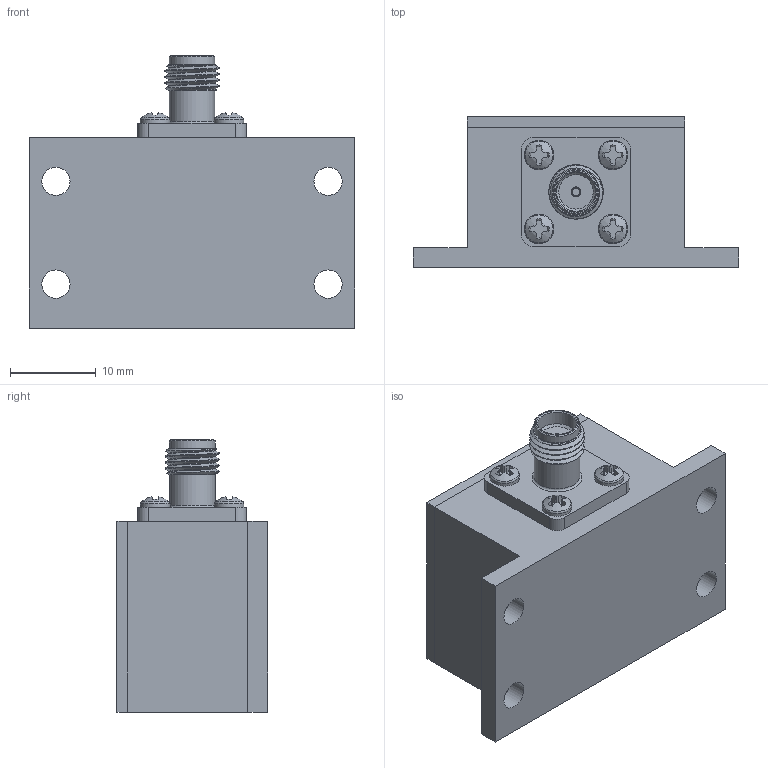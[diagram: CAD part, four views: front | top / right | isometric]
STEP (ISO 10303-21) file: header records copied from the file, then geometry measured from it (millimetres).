
FILE_DESCRIPTION (( 'STEP AP203' ), '1' );
FILE_NAME ('PE6232.step', '2019-11-25T21:31:45', ( '' ), ( '' ), 'SwSTEP 2.0', 'SolidWorks 2018', '' );
FILE_SCHEMA (( 'CONFIG_CONTROL_DESIGN' ));
Length unit declared in the file: inch
Products named in the file (1): PE6232
Bounding box: 38 x 17.65 x 31.82 mm (x, y, z)
Volume: 10918.6 mm3; surface area: 4225.5 mm2
Topology: 1 solids, 5 shells, 328 faces, 868 edges, 571 vertices
Faces by surface type: plane 191, cone 58, cylinder 43, bspline 35, torus 1
Full cylindrical faces by diameter (mm): 0.914 x1, 1.016 x1, 1.168 x1, 2.578 x4, 3.3 x4, 3.454 x4, 4.521 x1, 4.953 x4, 5.334 x2
Entity records: 18928 total; most frequent: CARTESIAN_POINT 11518, ORIENTED_EDGE 1638, DIRECTION 1282, EDGE_CURVE 819, VERTEX_POINT 557, AXIS2_PLACEMENT_3D 471, EDGE_LOOP 408, FACE_OUTER_BOUND 355
